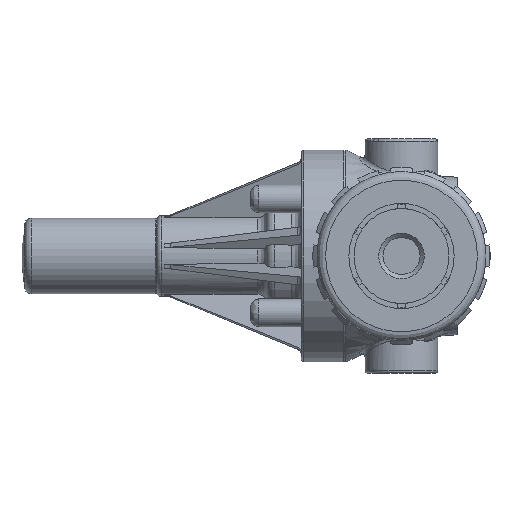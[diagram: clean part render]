
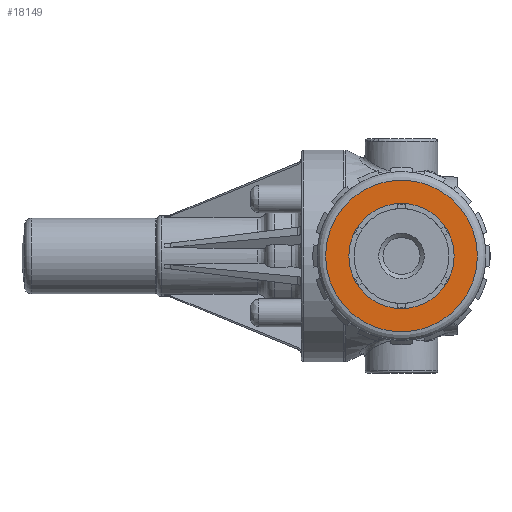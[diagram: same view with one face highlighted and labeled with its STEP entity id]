
A CAD part, left-side view. The second image highlights one B-rep face of the part: STEP entity #18149.
In plain terms, the highlighted free-form (B-spline) face has degree [1, 1] with [2, 2] control points.
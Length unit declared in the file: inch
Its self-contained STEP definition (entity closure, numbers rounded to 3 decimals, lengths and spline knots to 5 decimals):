
#18115=CARTESIAN_POINT('',(-2.51183,-0.2385,0.));
#18116=VERTEX_POINT('',#18115);
#18117=CARTESIAN_POINT('',(-2.51183,0.6565,0.));
#18118=DIRECTION('',(-1.0,0.0,0.0));
#18119=DIRECTION('',(0.0,1.0,0.0));
#18120=AXIS2_PLACEMENT_3D('',#18117,#18118,#18119);
#18121=CIRCLE('',#18120,0.895);
#18122=EDGE_CURVE('',#18116,#18116,#18121,.T.);
#18130=CARTESIAN_POINT('',(-2.51183,1.5515,-0.895));
#18131=CARTESIAN_POINT('',(-2.51183,-0.2385,-0.895));
#18132=CARTESIAN_POINT('',(-2.51183,1.5515,0.895));
#18133=CARTESIAN_POINT('',(-2.51183,-0.2385,0.895));
#18134=B_SPLINE_SURFACE_WITH_KNOTS('',1,1,((#18130,#18132),(#18131,#18133)),.UNSPECIFIED.,.F.,.F.,.U.,(2,2),(2,2),(0.0,1.79),(0.0,1.79),.UNSPECIFIED.);
#18135=ORIENTED_EDGE('',*,*,#18122,.T.);
#18136=EDGE_LOOP('',(#18135));
#18137=FACE_OUTER_BOUND('',#18136,.T.);
#18138=CARTESIAN_POINT('',(-2.51183,0.0355,0.));
#18139=VERTEX_POINT('',#18138);
#18140=CARTESIAN_POINT('',(-2.51183,0.6565,0.));
#18141=DIRECTION('',(-1.0,0.0,0.0));
#18142=DIRECTION('',(0.0,1.0,0.0));
#18143=AXIS2_PLACEMENT_3D('',#18140,#18141,#18142);
#18144=CIRCLE('',#18143,0.621);
#18145=EDGE_CURVE('',#18139,#18139,#18144,.T.);
#18146=ORIENTED_EDGE('',*,*,#18145,.F.);
#18147=EDGE_LOOP('',(#18146));
#18148=FACE_BOUND('',#18147,.T.);
#18149=ADVANCED_FACE('',(#18137,#18148),#18134,.T.);
